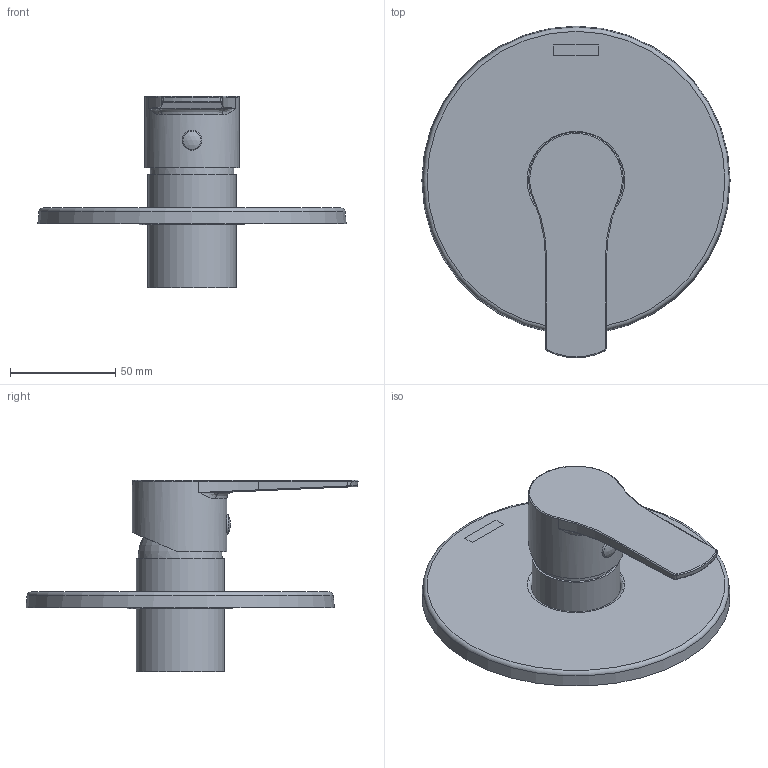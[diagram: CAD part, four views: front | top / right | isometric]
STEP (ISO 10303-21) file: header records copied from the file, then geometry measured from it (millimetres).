
FILE_DESCRIPTION (( 'STEP AP203' ), '1' );
FILE_NAME ('18DP00667.STEP', '2020-12-21T08:12:17', ( '' ), ( '' ), 'SwSTEP 2.0', 'SolidWorks 2018', '' );
FILE_SCHEMA (( 'CONFIG_CONTROL_DESIGN' ));
Length unit declared in the file: millimetre
Products named in the file (1): 18DP00667
Bounding box: 146.8 x 158.07 x 91.2 mm (x, y, z)
Volume: 54018.5 mm3; surface area: 75683.4 mm2
Topology: 6 solids, 6 shells, 92 faces, 186 edges, 114 vertices
Faces by surface type: plane 26, cylinder 21, cone 16, bspline 15, torus 13, sphere 1
Full cylindrical faces by diameter (mm): 6.8 x2, 9.5 x1, 31 x1, 34 x1, 35.8 x2, 36.5 x1, 37 x1, 39 x2, 41 x1, 42 x1, 45 x1, 54 x1
Entity records: 3372 total; most frequent: CARTESIAN_POINT 1659, DIRECTION 334, ORIENTED_EDGE 272, AXIS2_PLACEMENT_3D 158, EDGE_LOOP 151, EDGE_CURVE 136, FACE_OUTER_BOUND 117, VERTEX_POINT 105
